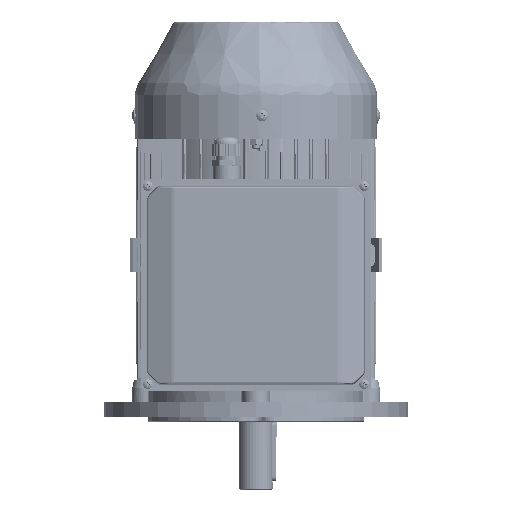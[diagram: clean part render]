
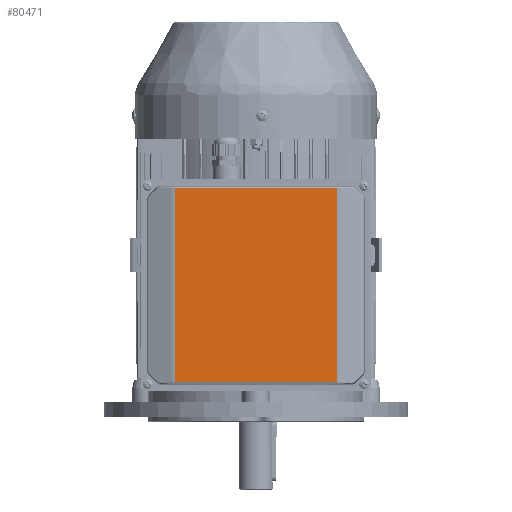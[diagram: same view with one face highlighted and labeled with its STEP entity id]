
A CAD part, top view. The second image highlights one B-rep face of the part: STEP entity #80471.
In plain terms, the highlighted planar face has unit normal (0, 0, 1).
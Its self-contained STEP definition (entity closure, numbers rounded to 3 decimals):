
#9994 = DIRECTION ( 'NONE',  ( 1., 0., 0. ) ) ;
#13850 = DIRECTION ( 'NONE',  ( 1., 0., 0. ) ) ;
#13915 = CARTESIAN_POINT ( 'NONE',  ( -66.363, 79.807, 68. ) ) ;
#16343 = EDGE_CURVE ( 'NONE', #168357, #222119, #225167, .T. ) ;
#22842 = EDGE_CURVE ( 'NONE', #210689, #234691, #52127, .T. ) ;
#40857 = LINE ( 'NONE', #179916, #133338 ) ;
#48416 = ORIENTED_EDGE ( 'NONE', *, *, #22842, .T. ) ;
#52127 = LINE ( 'NONE', #238075, #198577 ) ;
#72646 = EDGE_CURVE ( 'NONE', #234691, #168357, #195090, .T. ) ;
#74134 = CARTESIAN_POINT ( 'NONE',  ( 66.363, 79.807, 68. ) ) ;
#80471 = ADVANCED_FACE ( 'NONE', ( #219123 ), #109905, .T. ) ;
#102984 = DIRECTION ( 'NONE',  ( 0., -1., 0. ) ) ;
#106074 = CARTESIAN_POINT ( 'NONE',  ( -66.363, -79.807, 68. ) ) ;
#108440 = DIRECTION ( 'NONE',  ( 0., 1., 0. ) ) ;
#109905 = PLANE ( 'NONE',  #244656 ) ;
#130087 = CARTESIAN_POINT ( 'NONE',  ( 66.363, 83., 68. ) ) ;
#133338 = VECTOR ( 'NONE', #102984, 1000. ) ;
#147532 = VECTOR ( 'NONE', #183866, 1000. ) ;
#151607 = EDGE_CURVE ( 'NONE', #222119, #210689, #40857, .T. ) ;
#163616 = ORIENTED_EDGE ( 'NONE', *, *, #151607, .T. ) ;
#168357 = VERTEX_POINT ( 'NONE', #74134 ) ;
#179916 = CARTESIAN_POINT ( 'NONE',  ( -66.363, 83., 68. ) ) ;
#183866 = DIRECTION ( 'NONE',  ( -1., 0., 0. ) ) ;
#184327 = DIRECTION ( 'NONE',  ( 0., 0., 1. ) ) ;
#188255 = EDGE_LOOP ( 'NONE', ( #202435, #201915, #163616, #48416 ) ) ;
#195090 = LINE ( 'NONE', #130087, #198181 ) ;
#198181 = VECTOR ( 'NONE', #108440, 1000. ) ;
#198577 = VECTOR ( 'NONE', #9994, 1000. ) ;
#201915 = ORIENTED_EDGE ( 'NONE', *, *, #16343, .T. ) ;
#202435 = ORIENTED_EDGE ( 'NONE', *, *, #72646, .T. ) ;
#210689 = VERTEX_POINT ( 'NONE', #106074 ) ;
#219123 = FACE_OUTER_BOUND ( 'NONE', #188255, .T. ) ;
#222119 = VERTEX_POINT ( 'NONE', #13915 ) ;
#224348 = CARTESIAN_POINT ( 'NONE',  ( 90.5, 83., 68. ) ) ;
#225167 = LINE ( 'NONE', #242330, #147532 ) ;
#231113 = CARTESIAN_POINT ( 'NONE',  ( 66.363, -79.807, 68. ) ) ;
#234691 = VERTEX_POINT ( 'NONE', #231113 ) ;
#238075 = CARTESIAN_POINT ( 'NONE',  ( 90.5, -79.807, 68. ) ) ;
#242330 = CARTESIAN_POINT ( 'NONE',  ( 90.5, 79.807, 68. ) ) ;
#244656 = AXIS2_PLACEMENT_3D ( 'NONE', #224348, #184327, #13850 ) ;
